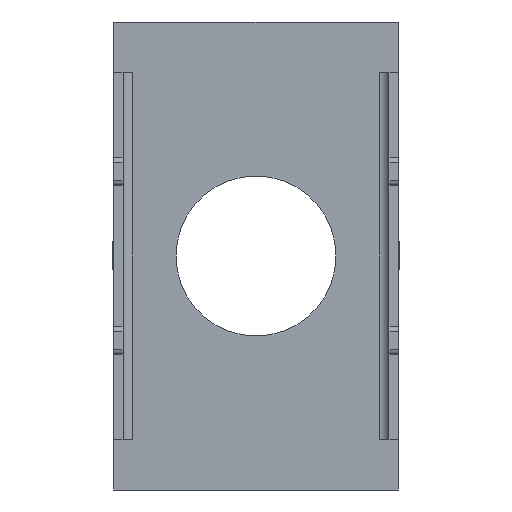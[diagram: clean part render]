
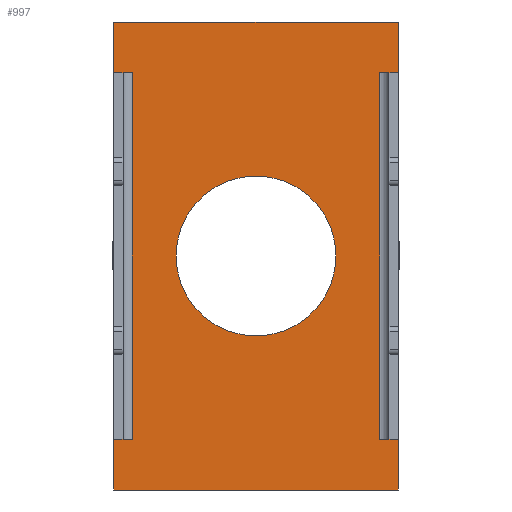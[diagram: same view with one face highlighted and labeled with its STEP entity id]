
A CAD part, front view. The second image highlights one B-rep face of the part: STEP entity #997.
In plain terms, the highlighted planar face has unit normal (0, -1, 0).
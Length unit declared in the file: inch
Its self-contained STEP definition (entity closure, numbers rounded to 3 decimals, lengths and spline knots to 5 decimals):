
#33=LINE($,#1439,#139);
#86=LINE($,#1581,#192);
#90=LINE($,#1589,#196);
#92=LINE($,#1597,#198);
#107=LINE($,#1626,#213);
#109=LINE($,#1631,#215);
#112=LINE($,#1642,#218);
#114=LINE($,#1644,#220);
#117=LINE($,#1652,#223);
#118=LINE($,#1653,#224);
#120=LINE($,#1658,#226);
#121=LINE($,#1659,#227);
#139=VECTOR($,#1153,0.02);
#192=VECTOR($,#1278,0.02);
#196=VECTOR($,#1284,0.02);
#198=VECTOR($,#1292,0.02);
#213=VECTOR($,#1327,0.401);
#215=VECTOR($,#1331,0.311);
#218=VECTOR($,#1342,0.0555);
#220=VECTOR($,#1344,0.0555);
#223=VECTOR($,#1353,0.0555);
#224=VECTOR($,#1354,0.0555);
#226=VECTOR($,#1362,0.401);
#227=VECTOR($,#1363,0.311);
#261=PLANE($,#1086);
#270=FACE_BOUND($,#377,.T.);
#271=FACE_BOUND($,#378,.T.);
#377=EDGE_LOOP($,(#895));
#378=EDGE_LOOP($,(#896,#897,#898,#899,#900,#901,#902,#903,#904,#905,#906,
#907));
#383=CIRCLE($,#1006,0.0875);
#416=VERTEX_POINT($,#1374);
#434=VERTEX_POINT($,#1431);
#437=VERTEX_POINT($,#1437);
#489=VERTEX_POINT($,#1578);
#490=VERTEX_POINT($,#1580);
#492=VERTEX_POINT($,#1586);
#493=VERTEX_POINT($,#1588);
#495=VERTEX_POINT($,#1594);
#496=VERTEX_POINT($,#1596);
#501=VERTEX_POINT($,#1629);
#502=VERTEX_POINT($,#1630);
#505=VERTEX_POINT($,#1638);
#508=VERTEX_POINT($,#1650);
#510=EDGE_CURVE($,#416,#416,#383,.T.);
#538=EDGE_CURVE($,#434,#437,#33,.T.);
#606=EDGE_CURVE($,#489,#490,#86,.T.);
#610=EDGE_CURVE($,#492,#493,#90,.T.);
#614=EDGE_CURVE($,#496,#495,#92,.T.);
#631=EDGE_CURVE($,#489,#434,#107,.T.);
#633=EDGE_CURVE($,#501,#502,#109,.T.);
#639=EDGE_CURVE($,#492,#502,#112,.T.);
#641=EDGE_CURVE($,#505,#496,#114,.T.);
#645=EDGE_CURVE($,#437,#508,#117,.T.);
#646=EDGE_CURVE($,#501,#490,#118,.T.);
#648=EDGE_CURVE($,#493,#495,#120,.T.);
#649=EDGE_CURVE($,#505,#508,#121,.T.);
#895=ORIENTED_EDGE($,*,*,#510,.T.);
#896=ORIENTED_EDGE($,*,*,#648,.F.);
#897=ORIENTED_EDGE($,*,*,#610,.F.);
#898=ORIENTED_EDGE($,*,*,#639,.T.);
#899=ORIENTED_EDGE($,*,*,#633,.F.);
#900=ORIENTED_EDGE($,*,*,#646,.T.);
#901=ORIENTED_EDGE($,*,*,#606,.F.);
#902=ORIENTED_EDGE($,*,*,#631,.T.);
#903=ORIENTED_EDGE($,*,*,#538,.T.);
#904=ORIENTED_EDGE($,*,*,#645,.T.);
#905=ORIENTED_EDGE($,*,*,#649,.F.);
#906=ORIENTED_EDGE($,*,*,#641,.T.);
#907=ORIENTED_EDGE($,*,*,#614,.T.);
#997=ADVANCED_FACE($,(#270,#271),#261,.T.);
#1006=AXIS2_PLACEMENT_3D($,#1375,#1096,#1097);
#1086=AXIS2_PLACEMENT_3D($,#1657,#1360,#1361);
#1096=DIRECTION('center_axis',(0.,1.,0.));
#1097=DIRECTION('ref_axis',(1.,0.,0.));
#1153=DIRECTION($,(1.,0.,0.));
#1278=DIRECTION($,(1.,0.,0.));
#1284=DIRECTION($,(1.,0.,0.));
#1292=DIRECTION($,(1.,0.,0.));
#1327=DIRECTION($,(0.,0.,1.));
#1331=DIRECTION($,(-1.,0.,0.));
#1342=DIRECTION($,(0.,0.,-1.));
#1344=DIRECTION($,(0.,0.,-1.));
#1353=DIRECTION($,(0.,0.,1.));
#1354=DIRECTION($,(0.,0.,1.));
#1360=DIRECTION('center_axis',(0.,-1.,0.));
#1361=DIRECTION('ref_axis',(0.,0.,-1.));
#1362=DIRECTION($,(0.,0.,1.));
#1363=DIRECTION($,(1.,0.,0.));
#1374=CARTESIAN_POINT('',(0.0875,0.,0.));
#1375=CARTESIAN_POINT('Origin',(0.,0.,0.));
#1431=CARTESIAN_POINT('',(0.1355,0.,0.2005));
#1437=CARTESIAN_POINT('',(0.1555,0.,0.2005));
#1439=CARTESIAN_POINT($,(0.,0.,0.2005));
#1578=CARTESIAN_POINT('',(0.1355,0.,-0.2005));
#1580=CARTESIAN_POINT('',(0.1555,0.,-0.2005));
#1581=CARTESIAN_POINT($,(0.,0.,-0.2005));
#1586=CARTESIAN_POINT('',(-0.1555,0.,-0.2005));
#1588=CARTESIAN_POINT('',(-0.1355,0.,-0.2005));
#1589=CARTESIAN_POINT($,(0.,0.,-0.2005));
#1594=CARTESIAN_POINT('',(-0.1355,0.,0.2005));
#1596=CARTESIAN_POINT('',(-0.1555,0.,0.2005));
#1597=CARTESIAN_POINT($,(0.,0.,0.2005));
#1626=CARTESIAN_POINT($,(0.1355,0.,0.));
#1629=CARTESIAN_POINT('',(0.1555,0.,-0.256));
#1630=CARTESIAN_POINT('',(-0.1555,0.,-0.256));
#1631=CARTESIAN_POINT($,(0.,0.,-0.256));
#1638=CARTESIAN_POINT('',(-0.1555,0.,0.256));
#1642=CARTESIAN_POINT($,(-0.1555,0.,0.));
#1644=CARTESIAN_POINT($,(-0.1555,0.,0.));
#1650=CARTESIAN_POINT('',(0.1555,0.,0.256));
#1652=CARTESIAN_POINT($,(0.1555,0.,0.));
#1653=CARTESIAN_POINT($,(0.1555,0.,0.));
#1657=CARTESIAN_POINT('Origin',(0.1355,0.,0.));
#1658=CARTESIAN_POINT($,(-0.1355,0.,0.));
#1659=CARTESIAN_POINT($,(0.,0.,0.256));
